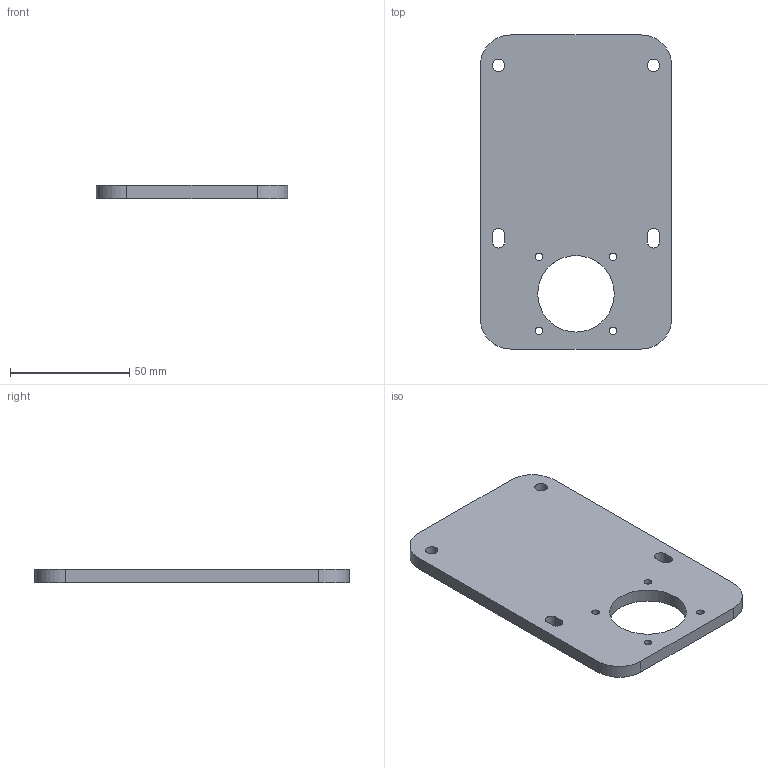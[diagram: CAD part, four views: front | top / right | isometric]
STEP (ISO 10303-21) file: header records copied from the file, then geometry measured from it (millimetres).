
FILE_DESCRIPTION(/* description */ (''),/* implementation_level */ '2;1');
FILE_NAME(/* name */ 'X Plate Outer.stp',/* time_stamp */ '2018-01-29T18:55:56-08:00',/* author */ ('jdtag'),/* organization */ (''),/* preprocessor_version */ 'ST-DEVELOPER v16.13',/* originating_system */ 'Autodesk Inventor 2018',/* authorisation */ '');
FILE_SCHEMA (('AUTOMOTIVE_DESIGN { 1 0 10303 214 3 1 1 }'));
Length unit declared in the file: inch
Products named in the file (1): X Plate Outer
Bounding box: 80.04 x 131.44 x 5.6 mm (x, y, z)
Volume: 52817.3 mm3; surface area: 22324.7 mm2
Topology: 1 solids, 1 shells, 25 faces, 69 edges, 46 vertices
Faces by surface type: cylinder 15, plane 10
Full cylindrical faces by diameter (mm): 3.108 x4, 5.2 x2, 32 x1
Entity records: 855 total; most frequent: DIRECTION 144, CARTESIAN_POINT 134, ORIENTED_EDGE 124, EDGE_CURVE 62, AXIS2_PLACEMENT_3D 56, EDGE_LOOP 50, VERTEX_POINT 46, LINE 32
